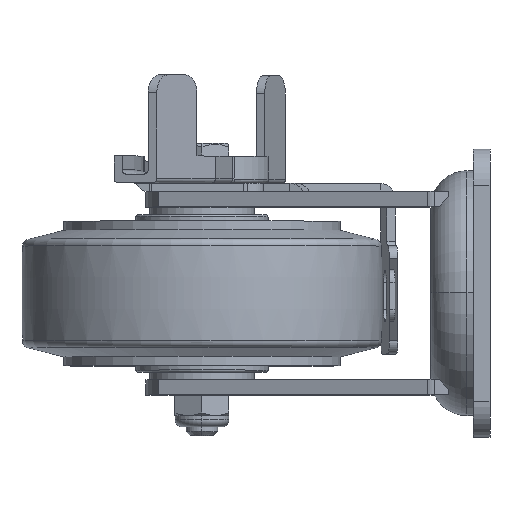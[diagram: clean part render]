
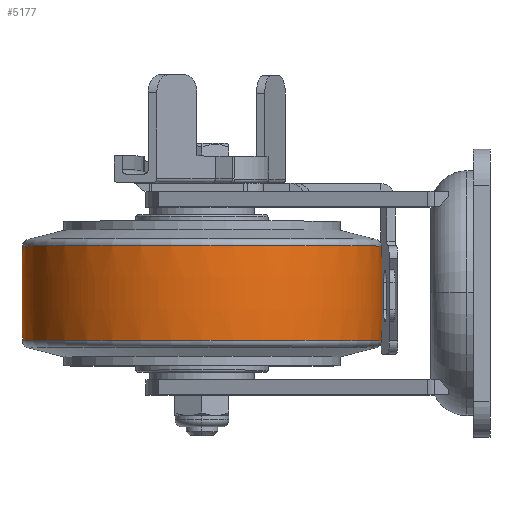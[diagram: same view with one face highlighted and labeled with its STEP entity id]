
A CAD part, left-side view. The second image highlights one B-rep face of the part: STEP entity #5177.
In plain terms, the highlighted toroidal (fillet/blend) face has major radius 571.5 mm and minor radius 635 mm.
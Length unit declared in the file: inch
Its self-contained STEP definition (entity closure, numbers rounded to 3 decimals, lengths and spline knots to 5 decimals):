
#252 = ORIENTED_EDGE ( 'NONE', *, *, #6772, .T. ) ;
#310 = AXIS2_PLACEMENT_3D ( 'NONE', #2237, #383, #2862 ) ;
#383 = DIRECTION ( 'NONE',  ( 0.005, 0., 1. ) ) ;
#1249 = CARTESIAN_POINT ( 'NONE',  ( 1.70651, 3.67895, -0.66456 ) ) ;
#1506 = DIRECTION ( 'NONE',  ( 1., 0., -0.005 ) ) ;
#1846 = DIRECTION ( 'NONE',  ( 0., -1., 0. ) ) ;
#1862 = VERTEX_POINT ( 'NONE', #4575 ) ;
#1929 = DIRECTION ( 'NONE',  ( -1., 0., 0.005 ) ) ;
#2162 = VERTEX_POINT ( 'NONE', #5517 ) ;
#2237 = CARTESIAN_POINT ( 'NONE',  ( 1.70964, 3.67895, -0.00593 ) ) ;
#2479 = AXIS2_PLACEMENT_3D ( 'NONE', #2745, #7027, #3393 ) ;
#2745 = CARTESIAN_POINT ( 'NONE',  ( 1.71277, 3.67895, 0.6527 ) ) ;
#2862 = DIRECTION ( 'NONE',  ( 0., -1., 0. ) ) ;
#3162 = EDGE_LOOP ( 'NONE', ( #4946, #252, #7937, #3672 ) ) ;
#3393 = DIRECTION ( 'NONE',  ( 0., -1., 0. ) ) ;
#3672 = ORIENTED_EDGE ( 'NONE', *, *, #6467, .F. ) ;
#4308 = FACE_OUTER_BOUND ( 'NONE', #3162, .T. ) ;
#4575 = CARTESIAN_POINT ( 'NONE',  ( 1.71277, 6.17027, 0.6527 ) ) ;
#4696 = CIRCLE ( 'NONE', #2479, 2.49132 ) ;
#4826 = CIRCLE ( 'NONE', #6694, 2.49132 ) ;
#4946 = ORIENTED_EDGE ( 'NONE', *, *, #6454, .F. ) ;
#5177 = ADVANCED_FACE ( 'NONE', ( #4308 ), #5706, .T. ) ;
#5207 = CARTESIAN_POINT ( 'NONE',  ( 1.70964, -18.82105, -0.00593 ) ) ;
#5365 = CARTESIAN_POINT ( 'NONE',  ( 1.71277, 1.18763, 0.6527 ) ) ;
#5517 = CARTESIAN_POINT ( 'NONE',  ( 1.70651, 6.17027, -0.66456 ) ) ;
#5540 = DIRECTION ( 'NONE',  ( 0.005, 0., 1. ) ) ;
#5606 = CARTESIAN_POINT ( 'NONE',  ( 1.70964, 26.17895, -0.00593 ) ) ;
#5706 = TOROIDAL_SURFACE ( 'NONE', #310, -22.5, 25. ) ;
#5759 = AXIS2_PLACEMENT_3D ( 'NONE', #5207, #1506, #5792 ) ;
#5768 = VERTEX_POINT ( 'NONE', #5365 ) ;
#5792 = DIRECTION ( 'NONE',  ( -0.005, 0., -1. ) ) ;
#6085 = AXIS2_PLACEMENT_3D ( 'NONE', #5606, #1929, #6202 ) ;
#6202 = DIRECTION ( 'NONE',  ( 0.005, 0., 1. ) ) ;
#6454 = EDGE_CURVE ( 'NONE', #2162, #1862, #7908, .T. ) ;
#6467 = EDGE_CURVE ( 'NONE', #1862, #5768, #4696, .T. ) ;
#6694 = AXIS2_PLACEMENT_3D ( 'NONE', #1249, #5540, #1846 ) ;
#6772 = EDGE_CURVE ( 'NONE', #2162, #6979, #4826, .T. ) ;
#6979 = VERTEX_POINT ( 'NONE', #7355 ) ;
#7027 = DIRECTION ( 'NONE',  ( 0.005, 0., 1. ) ) ;
#7038 = EDGE_CURVE ( 'NONE', #6979, #5768, #7500, .T. ) ;
#7355 = CARTESIAN_POINT ( 'NONE',  ( 1.70651, 1.18763, -0.66456 ) ) ;
#7500 = CIRCLE ( 'NONE', #6085, 25. ) ;
#7908 = CIRCLE ( 'NONE', #5759, 25. ) ;
#7937 = ORIENTED_EDGE ( 'NONE', *, *, #7038, .T. ) ;
